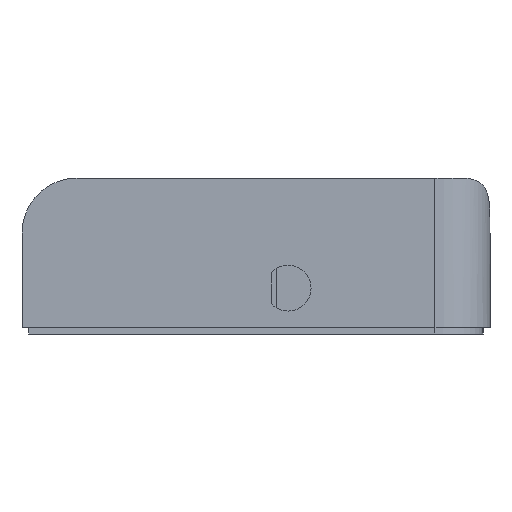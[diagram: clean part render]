
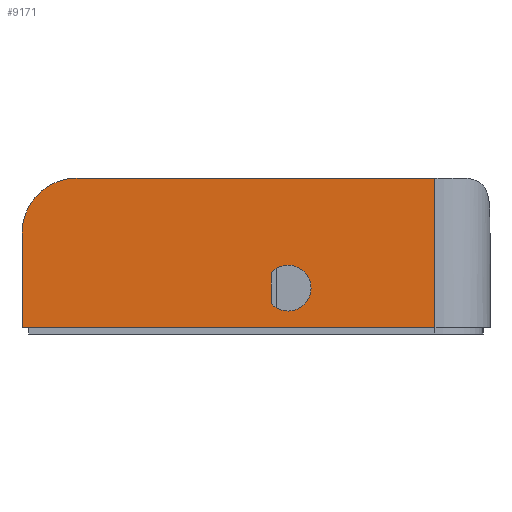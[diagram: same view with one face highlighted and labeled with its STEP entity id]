
A CAD part, front view. The second image highlights one B-rep face of the part: STEP entity #9171.
In plain terms, the highlighted planar face has unit normal (0, -1, 0).
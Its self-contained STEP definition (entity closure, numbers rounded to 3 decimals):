
#99 = CARTESIAN_POINT ( 'NONE',  ( -31.732, 11.598, 3.318 ) ) ;
#125 = LINE ( 'NONE', #6590, #729 ) ;
#182 = CARTESIAN_POINT ( 'NONE',  ( -52.882, 11.598, 17. ) ) ;
#240 = DIRECTION ( 'NONE',  ( 0., -1., 0. ) ) ;
#319 = PLANE ( 'NONE',  #7220 ) ;
#344 = EDGE_CURVE ( 'NONE', #1961, #3429, #8112, .T. ) ;
#516 = VECTOR ( 'NONE', #8377, 1000. ) ;
#729 = VECTOR ( 'NONE', #7432, 1000. ) ;
#840 = VERTEX_POINT ( 'NONE', #2817 ) ;
#971 = DIRECTION ( 'NONE',  ( 0., 0., 1. ) ) ;
#1214 = CARTESIAN_POINT ( 'NONE',  ( -58.882, 11.598, 17. ) ) ;
#1376 = CARTESIAN_POINT ( 'NONE',  ( -29.882, 11.598, 5. ) ) ;
#1655 = LINE ( 'NONE', #99, #2223 ) ;
#1895 = DIRECTION ( 'NONE',  ( 0., 0., -1. ) ) ;
#1897 = DIRECTION ( 'NONE',  ( -1., 0., 0. ) ) ;
#1913 = VERTEX_POINT ( 'NONE', #182 ) ;
#1961 = VERTEX_POINT ( 'NONE', #4339 ) ;
#2055 = DIRECTION ( 'NONE',  ( 0., -1., 0. ) ) ;
#2216 = VECTOR ( 'NONE', #971, 1000. ) ;
#2223 = VECTOR ( 'NONE', #8166, 1000. ) ;
#2385 = DIRECTION ( 'NONE',  ( 0., 0., -1. ) ) ;
#2803 = CARTESIAN_POINT ( 'NONE',  ( -31.732, 11.598, 6.682 ) ) ;
#2817 = CARTESIAN_POINT ( 'NONE',  ( -29.882, 11.598, 7.5 ) ) ;
#2886 = AXIS2_PLACEMENT_3D ( 'NONE', #9193, #8472, #8371 ) ;
#2993 = CARTESIAN_POINT ( 'NONE',  ( -13.882, 11.598, 17. ) ) ;
#3055 = EDGE_CURVE ( 'NONE', #840, #4241, #7680, .T. ) ;
#3182 = VECTOR ( 'NONE', #1897, 1000. ) ;
#3429 = VERTEX_POINT ( 'NONE', #2993 ) ;
#3458 = CARTESIAN_POINT ( 'NONE',  ( -29.882, 11.598, 2.5 ) ) ;
#3476 = ORIENTED_EDGE ( 'NONE', *, *, #9028, .F. ) ;
#3535 = VERTEX_POINT ( 'NONE', #3458 ) ;
#3581 = EDGE_CURVE ( 'NONE', #1961, #4955, #4960, .T. ) ;
#3664 = LINE ( 'NONE', #6121, #516 ) ;
#3934 = VERTEX_POINT ( 'NONE', #9269 ) ;
#4227 = CARTESIAN_POINT ( 'NONE',  ( -31.732, 11.598, 3.318 ) ) ;
#4241 = VERTEX_POINT ( 'NONE', #2803 ) ;
#4339 = CARTESIAN_POINT ( 'NONE',  ( -13.882, 11.598, 0.75 ) ) ;
#4582 = EDGE_LOOP ( 'NONE', ( #7809, #8600, #5715, #7048, #9915 ) ) ;
#4656 = ORIENTED_EDGE ( 'NONE', *, *, #3055, .F. ) ;
#4955 = VERTEX_POINT ( 'NONE', #5264 ) ;
#4960 = LINE ( 'NONE', #8829, #3182 ) ;
#5125 = CARTESIAN_POINT ( 'NONE',  ( -29.882, 11.598, 5. ) ) ;
#5264 = CARTESIAN_POINT ( 'NONE',  ( -58.882, 11.598, 0.75 ) ) ;
#5369 = CIRCLE ( 'NONE', #2886, 6. ) ;
#5483 = EDGE_CURVE ( 'NONE', #1913, #3934, #5369, .T. ) ;
#5568 = EDGE_CURVE ( 'NONE', #3535, #840, #8051, .T. ) ;
#5715 = ORIENTED_EDGE ( 'NONE', *, *, #344, .T. ) ;
#5758 = EDGE_CURVE ( 'NONE', #3934, #4955, #125, .T. ) ;
#5767 = ORIENTED_EDGE ( 'NONE', *, *, #5568, .F. ) ;
#5791 = FACE_OUTER_BOUND ( 'NONE', #4582, .T. ) ;
#6121 = CARTESIAN_POINT ( 'NONE',  ( -58.882, 11.598, 17. ) ) ;
#6533 = AXIS2_PLACEMENT_3D ( 'NONE', #7924, #7131, #2385 ) ;
#6590 = CARTESIAN_POINT ( 'NONE',  ( -58.882, 11.598, 17. ) ) ;
#6989 = EDGE_LOOP ( 'NONE', ( #8456, #4656, #5767, #3476 ) ) ;
#7048 = ORIENTED_EDGE ( 'NONE', *, *, #7670, .F. ) ;
#7049 = AXIS2_PLACEMENT_3D ( 'NONE', #5125, #240, #1895 ) ;
#7131 = DIRECTION ( 'NONE',  ( 0., -1., 0. ) ) ;
#7220 = AXIS2_PLACEMENT_3D ( 'NONE', #1214, #8961, #8189 ) ;
#7276 = CARTESIAN_POINT ( 'NONE',  ( -13.882, 11.598, 17. ) ) ;
#7432 = DIRECTION ( 'NONE',  ( 0., 0., -1. ) ) ;
#7670 = EDGE_CURVE ( 'NONE', #1913, #3429, #3664, .T. ) ;
#7680 = CIRCLE ( 'NONE', #6533, 2.5 ) ;
#7693 = DIRECTION ( 'NONE',  ( 0., 0., -1. ) ) ;
#7809 = ORIENTED_EDGE ( 'NONE', *, *, #5758, .T. ) ;
#7924 = CARTESIAN_POINT ( 'NONE',  ( -29.882, 11.598, 5. ) ) ;
#8051 = CIRCLE ( 'NONE', #10039, 2.5 ) ;
#8112 = LINE ( 'NONE', #7276, #2216 ) ;
#8166 = DIRECTION ( 'NONE',  ( 0., 0., -1. ) ) ;
#8189 = DIRECTION ( 'NONE',  ( 0., 0., 1. ) ) ;
#8344 = FACE_BOUND ( 'NONE', #6989, .T. ) ;
#8371 = DIRECTION ( 'NONE',  ( 0., 0., 1. ) ) ;
#8377 = DIRECTION ( 'NONE',  ( 1., 0., 0. ) ) ;
#8456 = ORIENTED_EDGE ( 'NONE', *, *, #9638, .F. ) ;
#8472 = DIRECTION ( 'NONE',  ( 0., -1., 0. ) ) ;
#8600 = ORIENTED_EDGE ( 'NONE', *, *, #3581, .F. ) ;
#8829 = CARTESIAN_POINT ( 'NONE',  ( -58.882, 11.598, 0.75 ) ) ;
#8961 = DIRECTION ( 'NONE',  ( 0., 1., 0. ) ) ;
#9028 = EDGE_CURVE ( 'NONE', #9218, #3535, #10208, .T. ) ;
#9171 = ADVANCED_FACE ( 'NONE', ( #8344, #5791 ), #319, .F. ) ;
#9193 = CARTESIAN_POINT ( 'NONE',  ( -52.882, 11.598, 11. ) ) ;
#9218 = VERTEX_POINT ( 'NONE', #4227 ) ;
#9269 = CARTESIAN_POINT ( 'NONE',  ( -58.882, 11.598, 11. ) ) ;
#9638 = EDGE_CURVE ( 'NONE', #4241, #9218, #1655, .T. ) ;
#9915 = ORIENTED_EDGE ( 'NONE', *, *, #5483, .T. ) ;
#10039 = AXIS2_PLACEMENT_3D ( 'NONE', #1376, #2055, #7693 ) ;
#10208 = CIRCLE ( 'NONE', #7049, 2.5 ) ;
